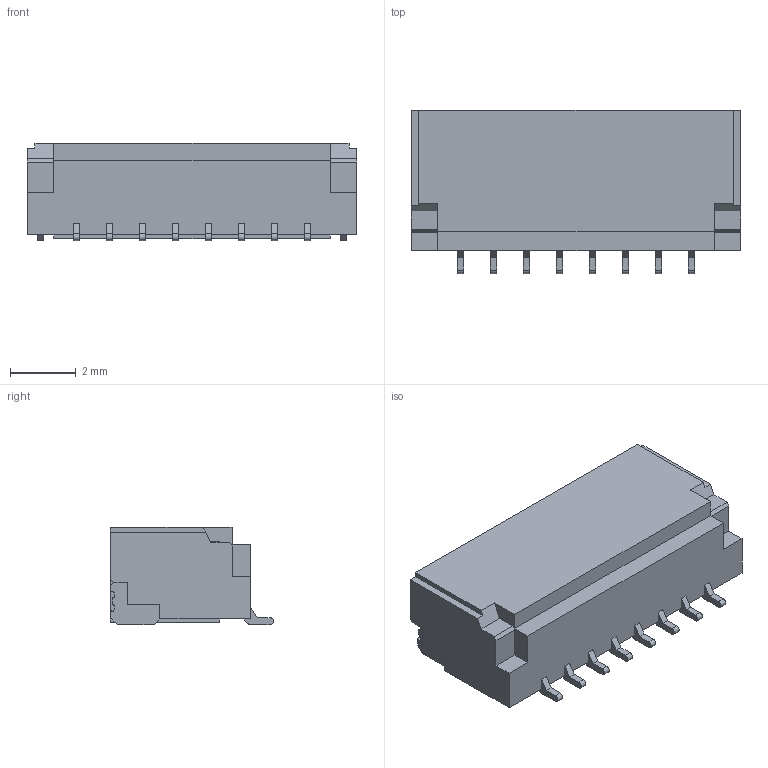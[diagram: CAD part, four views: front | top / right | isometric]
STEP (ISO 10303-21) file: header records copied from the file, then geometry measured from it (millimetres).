
FILE_DESCRIPTION(/* description */ ('','CAx-IF Rec.Pracs.---Representation and Presentation of Product Manufacturing Information (PMI)---4.0---2014-10-13'),/* implementation_level */ '2;1');
FILE_NAME(/* name */ 'SM08B-SRSS-TB.step',/* time_stamp */ '2025-02-24T21:33:41-05:00',/* author */ (''),/* organization */ (''),/* preprocessor_version */ 'ST-DEVELOPER v20',/* originating_system */ 'Autodesk Translation Framework v13.20.0.188',/* authorisation */ '');
FILE_SCHEMA (('AP242_MANAGED_MODEL_BASED_3D_ENGINEERING_MIM_LF { 1 0 10303 442 1 1 4 }'));
Length unit declared in the file: millimetre
Products named in the file (2): SM08B-SRSS-TB; SM08B-SRSS-TB(LF)(SN)
Assembly tree (1 placements, depth 2):
  SM08B-SRSS-TB
    SM08B-SRSS-TB(LF)(SN)
Bounding box: 10 x 4.95 x 2.95 mm (x, y, z)
Volume: 58.8 mm3; surface area: 286.6 mm2
Topology: 19 solids, 19 shells, 273 faces, 696 edges, 462 vertices
Faces by surface type: plane 245, cylinder 28
Entity records: 8167 total; most frequent: CARTESIAN_POINT 1434, ORIENTED_EDGE 1392, DIRECTION 1304, EDGE_CURVE 696, LINE 640, VECTOR 640, VERTEX_POINT 462, AXIS2_PLACEMENT_3D 332
